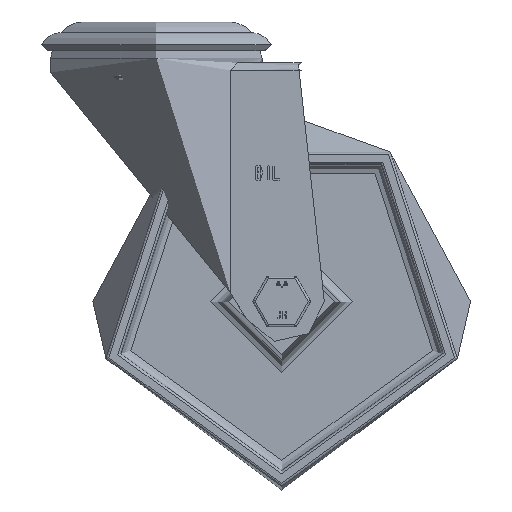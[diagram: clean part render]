
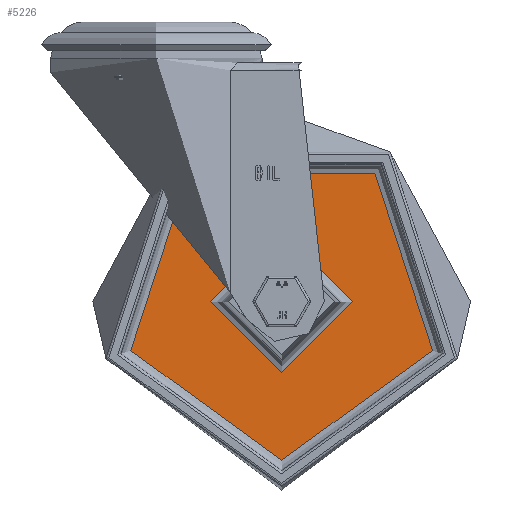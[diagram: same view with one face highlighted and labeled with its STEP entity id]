
A CAD part, front view. The second image highlights one B-rep face of the part: STEP entity #5226.
In plain terms, the highlighted planar face has unit normal (0, -1, 0).
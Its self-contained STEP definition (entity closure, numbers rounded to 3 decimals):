
#404=FACE_BOUND('',#1144,.T.);
#469=PLANE('',#5753);
#787=FACE_OUTER_BOUND('',#1143,.T.);
#1143=EDGE_LOOP('',(#4071));
#1144=EDGE_LOOP('',(#4072));
#2164=CIRCLE('',#5752,23.551);
#2165=CIRCLE('',#5754,52.5);
#2454=VERTEX_POINT('',#9146);
#2455=VERTEX_POINT('',#9150);
#3034=EDGE_CURVE('',#2454,#2454,#2164,.T.);
#3035=EDGE_CURVE('',#2455,#2455,#2165,.T.);
#4071=ORIENTED_EDGE('',*,*,#3035,.F.);
#4072=ORIENTED_EDGE('',*,*,#3034,.T.);
#5226=ADVANCED_FACE('',(#787,#404),#469,.T.);
#5752=AXIS2_PLACEMENT_3D('',#9148,#6621,#6622);
#5753=AXIS2_PLACEMENT_3D('',#9149,#6623,#6624);
#5754=AXIS2_PLACEMENT_3D('',#9151,#6625,#6626);
#6621=DIRECTION('center_axis',(0.,1.,0.));
#6622=DIRECTION('ref_axis',(1.,0.,0.));
#6623=DIRECTION('center_axis',(0.,-1.,0.));
#6624=DIRECTION('ref_axis',(0.,0.,-1.));
#6625=DIRECTION('center_axis',(0.,1.,0.));
#6626=DIRECTION('ref_axis',(1.,0.,0.));
#9146=CARTESIAN_POINT('',(0.,-3.,-23.551));
#9148=CARTESIAN_POINT('Origin',(0.,-3.,0.));
#9149=CARTESIAN_POINT('Origin',(0.,-3.,52.5));
#9150=CARTESIAN_POINT('',(0.,-3.,-52.5));
#9151=CARTESIAN_POINT('Origin',(0.,-3.,0.));
